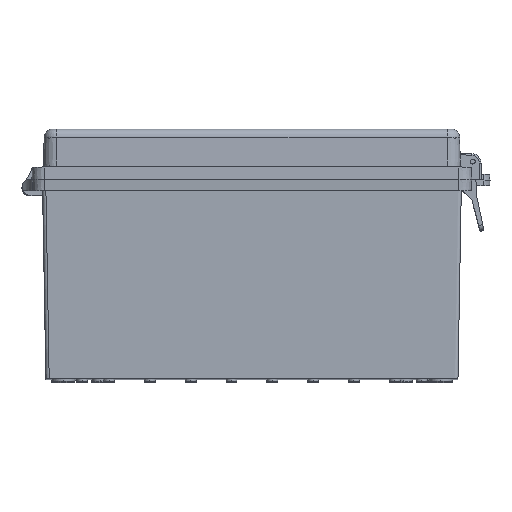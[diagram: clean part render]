
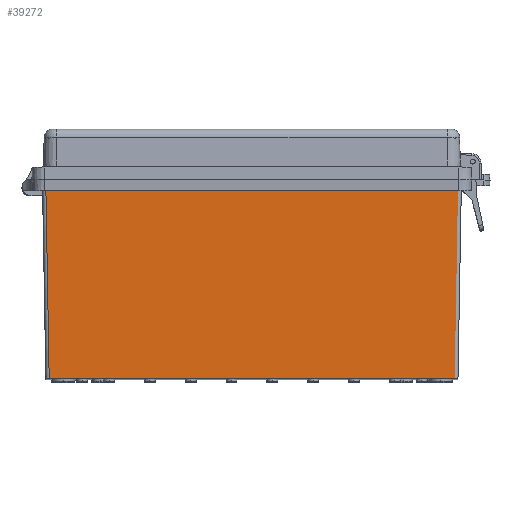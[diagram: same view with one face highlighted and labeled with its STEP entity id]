
A CAD part, top view. The second image highlights one B-rep face of the part: STEP entity #39272.
In plain terms, the highlighted planar face has unit normal (0, -0.018, 1).
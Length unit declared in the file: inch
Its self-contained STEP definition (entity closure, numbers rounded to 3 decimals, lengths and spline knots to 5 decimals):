
#168 = DIRECTION ( 'NONE',  ( 0.017, 1., 0.017 ) ) ;
#1615 = VERTEX_POINT ( 'NONE', #29078 ) ;
#7874 = CARTESIAN_POINT ( 'NONE',  ( -4.96748, 4.5375, 7.02841 ) ) ;
#7938 = DIRECTION ( 'NONE',  ( 0., 0., 1. ) ) ;
#8213 = EDGE_CURVE ( 'NONE', #47862, #35646, #46139, .T. ) ;
#8381 = CARTESIAN_POINT ( 'NONE',  ( 4.96749, 4.5375, 7.02841 ) ) ;
#9252 = DIRECTION ( 'NONE',  ( 0., 0., 1. ) ) ;
#10599 = CARTESIAN_POINT ( 'NONE',  ( 4.96827, 0., 6.94921 ) ) ;
#11335 = EDGE_LOOP ( 'NONE', ( #53577, #52372, #16901, #38434, #50481, #22390 ) ) ;
#12095 = VERTEX_POINT ( 'NONE', #28898 ) ;
#12656 = LINE ( 'NONE', #37262, #27309 ) ;
#16901 = ORIENTED_EDGE ( 'NONE', *, *, #8213, .F. ) ;
#17426 = DIRECTION ( 'NONE',  ( 0.017, -1., -0.017 ) ) ;
#17937 = DIRECTION ( 'NONE',  ( 0., -1., -0.017 ) ) ;
#17997 = CARTESIAN_POINT ( 'NONE',  ( -4.96748, 4.5375, 6.94841 ) ) ;
#18726 = CIRCLE ( 'NONE', #46410, 0.08 ) ;
#19414 = CARTESIAN_POINT ( 'NONE',  ( 4.96827, 0., 6.94921 ) ) ;
#20019 = EDGE_CURVE ( 'NONE', #24959, #20716, #18726, .T. ) ;
#20716 = VERTEX_POINT ( 'NONE', #7874 ) ;
#21741 = LINE ( 'NONE', #22532, #48821 ) ;
#22390 = ORIENTED_EDGE ( 'NONE', *, *, #52768, .T. ) ;
#22532 = CARTESIAN_POINT ( 'NONE',  ( -4.88528, -0.17194, 6.94621 ) ) ;
#24275 = AXIS2_PLACEMENT_3D ( 'NONE', #10599, #26028, #17937 ) ;
#24959 = VERTEX_POINT ( 'NONE', #35428 ) ;
#25187 = CARTESIAN_POINT ( 'NONE',  ( 4.96748, 4.5375, 7.02841 ) ) ;
#26014 = DIRECTION ( 'NONE',  ( 0., 1., 0. ) ) ;
#26028 = DIRECTION ( 'NONE',  ( 0., -0.017, 1. ) ) ;
#27299 = EDGE_CURVE ( 'NONE', #20716, #47862, #45800, .T. ) ;
#27309 = VECTOR ( 'NONE', #168, 39.37008 ) ;
#27977 = EDGE_CURVE ( 'NONE', #12095, #35646, #12656, .T. ) ;
#28898 = CARTESIAN_POINT ( 'NONE',  ( 4.88829, 0., 6.94921 ) ) ;
#29078 = CARTESIAN_POINT ( 'NONE',  ( -4.88829, 0., 6.94921 ) ) ;
#30676 = VECTOR ( 'NONE', #41723, 39.37008 ) ;
#31157 = PLANE ( 'NONE',  #24275 ) ;
#34488 = DIRECTION ( 'NONE',  ( 0., 1., 0. ) ) ;
#35428 = CARTESIAN_POINT ( 'NONE',  ( -4.96749, 4.5375, 7.02841 ) ) ;
#35646 = VERTEX_POINT ( 'NONE', #8381 ) ;
#37262 = CARTESIAN_POINT ( 'NONE',  ( 4.88831, 0.0014, 6.94923 ) ) ;
#38434 = ORIENTED_EDGE ( 'NONE', *, *, #27299, .F. ) ;
#39272 = ADVANCED_FACE ( 'NONE', ( #51792 ), #31157, .T. ) ;
#41353 = EDGE_CURVE ( 'NONE', #1615, #12095, #44311, .T. ) ;
#41723 = DIRECTION ( 'NONE',  ( 1., 0., 0. ) ) ;
#43776 = DIRECTION ( 'NONE',  ( 1., 0., 0. ) ) ;
#44311 = LINE ( 'NONE', #19414, #45173 ) ;
#45173 = VECTOR ( 'NONE', #43776, 39.37008 ) ;
#45800 = LINE ( 'NONE', #25187, #30676 ) ;
#46139 = CIRCLE ( 'NONE', #51323, 0.08 ) ;
#46366 = CARTESIAN_POINT ( 'NONE',  ( 4.96748, 4.5375, 6.94841 ) ) ;
#46410 = AXIS2_PLACEMENT_3D ( 'NONE', #17997, #34488, #7938 ) ;
#47862 = VERTEX_POINT ( 'NONE', #52978 ) ;
#48821 = VECTOR ( 'NONE', #17426, 39.37008 ) ;
#50481 = ORIENTED_EDGE ( 'NONE', *, *, #20019, .F. ) ;
#51323 = AXIS2_PLACEMENT_3D ( 'NONE', #46366, #26014, #9252 ) ;
#51792 = FACE_OUTER_BOUND ( 'NONE', #11335, .T. ) ;
#52372 = ORIENTED_EDGE ( 'NONE', *, *, #27977, .T. ) ;
#52768 = EDGE_CURVE ( 'NONE', #24959, #1615, #21741, .T. ) ;
#52978 = CARTESIAN_POINT ( 'NONE',  ( 4.96748, 4.5375, 7.02841 ) ) ;
#53577 = ORIENTED_EDGE ( 'NONE', *, *, #41353, .T. ) ;
